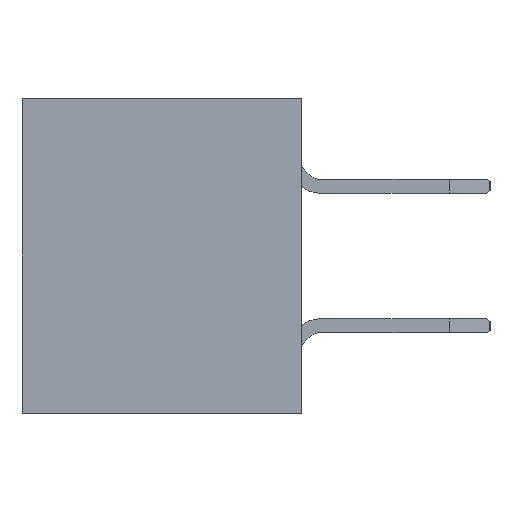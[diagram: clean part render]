
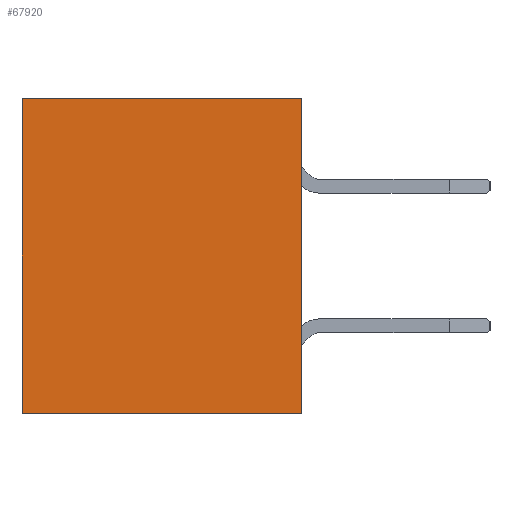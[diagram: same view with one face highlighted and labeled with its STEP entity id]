
A CAD part, left-side view. The second image highlights one B-rep face of the part: STEP entity #67920.
In plain terms, the highlighted planar face has unit normal (-1, 0, 0).
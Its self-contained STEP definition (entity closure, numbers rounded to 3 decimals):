
#3641=CARTESIAN_POINT('',(0.,5.,-4.5));
#3642=VERTEX_POINT('',#3641);
#3659=CARTESIAN_POINT('',(0.,1.,-4.5));
#3660=VERTEX_POINT('',#3659);
#3667=CARTESIAN_POINT('',(0.,1.,-4.5));
#3668=DIRECTION('',(0.,1.,0.));
#3669=VECTOR('',#3668,4.);
#3670=LINE('',#3667,#3669);
#3671=EDGE_CURVE('',#3660,#3642,#3670,.T.);
#3681=CARTESIAN_POINT('',(0.,1.,0.));
#3682=VERTEX_POINT('',#3681);
#3699=CARTESIAN_POINT('',(0.,5.,0.));
#3700=VERTEX_POINT('',#3699);
#3707=CARTESIAN_POINT('',(0.,5.,0.));
#3708=DIRECTION('',(0.,-1.,0.));
#3709=VECTOR('',#3708,4.);
#3710=LINE('',#3707,#3709);
#3711=EDGE_CURVE('',#3700,#3682,#3710,.T.);
#3729=CARTESIAN_POINT('',(0.,5.,-4.5));
#3730=DIRECTION('',(0.,0.,1.));
#3731=VECTOR('',#3730,4.5);
#3732=LINE('',#3729,#3731);
#3733=EDGE_CURVE('',#3642,#3700,#3732,.T.);
#67888=CARTESIAN_POINT('',(0.,3.,-2.25));
#67889=DIRECTION('',(0.,0.,1.));
#67890=DIRECTION('',(-1.,0.,0.));
#67891=AXIS2_PLACEMENT_3D('',#67888,#67890,#67889);
#67892=PLANE('',#67891);
#67893=ORIENTED_EDGE('',*,*,#3733,.F.);
#67894=ORIENTED_EDGE('',*,*,#3671,.F.);
#67895=CARTESIAN_POINT('',(0.,1.,-4.075));
#67896=VERTEX_POINT('',#67895);
#67897=CARTESIAN_POINT('',(0.,1.,-4.5));
#67898=DIRECTION('',(0.,0.,1.));
#67899=VECTOR('',#67898,0.425);
#67900=LINE('',#67897,#67899);
#67901=EDGE_CURVE('',#3660,#67896,#67900,.T.);
#67902=ORIENTED_EDGE('',*,*,#67901,.T.);
#67903=CARTESIAN_POINT('',(0.,1.,-0.425));
#67904=VERTEX_POINT('',#67903);
#67905=CARTESIAN_POINT('',(0.,1.,-4.075));
#67906=DIRECTION('',(0.,0.,1.));
#67907=VECTOR('',#67906,3.65);
#67908=LINE('',#67905,#67907);
#67909=EDGE_CURVE('',#67896,#67904,#67908,.T.);
#67910=ORIENTED_EDGE('',*,*,#67909,.T.);
#67911=CARTESIAN_POINT('',(0.,1.,-0.425));
#67912=DIRECTION('',(0.,0.,1.));
#67913=VECTOR('',#67912,0.425);
#67914=LINE('',#67911,#67913);
#67915=EDGE_CURVE('',#67904,#3682,#67914,.T.);
#67916=ORIENTED_EDGE('',*,*,#67915,.T.);
#67917=ORIENTED_EDGE('',*,*,#3711,.F.);
#67918=EDGE_LOOP('',(#67893,#67894,#67902,#67910,#67916,#67917));
#67919=FACE_OUTER_BOUND('',#67918,.T.);
#67920=ADVANCED_FACE('',(#67919),#67892,.T.);
